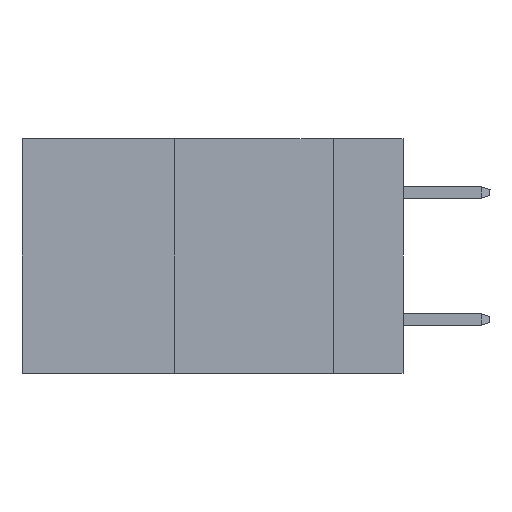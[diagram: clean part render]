
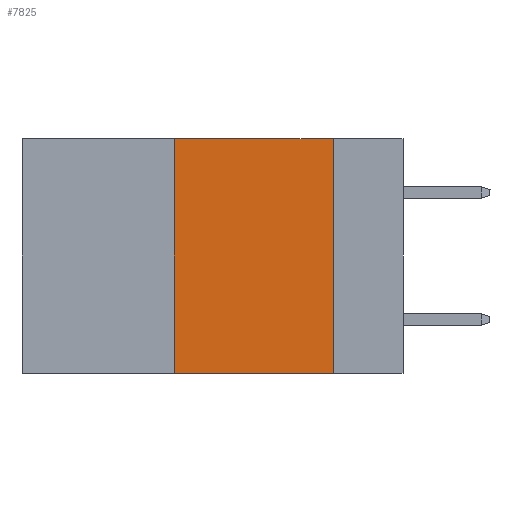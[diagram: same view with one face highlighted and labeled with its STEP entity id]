
A CAD part, left-side view. The second image highlights one B-rep face of the part: STEP entity #7825.
In plain terms, the highlighted planar face has unit normal (-1, 0, 0).
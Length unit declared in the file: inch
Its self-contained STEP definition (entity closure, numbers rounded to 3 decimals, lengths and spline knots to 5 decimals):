
#676 = LINE ( 'NONE', #5867, #1213 ) ;
#1213 = VECTOR ( 'NONE', #13875, 39.37008 ) ;
#1266 = VERTEX_POINT ( 'NONE', #2856 ) ;
#1464 = EDGE_CURVE ( 'NONE', #2072, #4355, #16901, .T. ) ;
#2072 = VERTEX_POINT ( 'NONE', #14476 ) ;
#2540 = DIRECTION ( 'NONE',  ( 1., 0., 0. ) ) ;
#2764 = EDGE_CURVE ( 'NONE', #4355, #5741, #676, .T. ) ;
#2856 = CARTESIAN_POINT ( 'NONE',  ( 0., 0.36, -0.37 ) ) ;
#3464 = ORIENTED_EDGE ( 'NONE', *, *, #1464, .F. ) ;
#4355 = VERTEX_POINT ( 'NONE', #17677 ) ;
#4899 = LINE ( 'NONE', #14433, #14062 ) ;
#5741 = VERTEX_POINT ( 'NONE', #13792 ) ;
#5867 = CARTESIAN_POINT ( 'NONE',  ( 0., 0.11, 0. ) ) ;
#6012 = FACE_OUTER_BOUND ( 'NONE', #12950, .T. ) ;
#6622 = DIRECTION ( 'NONE',  ( 0., -1., 0. ) ) ;
#7234 = EDGE_CURVE ( 'NONE', #1266, #2072, #4899, .T. ) ;
#7312 = EDGE_CURVE ( 'NONE', #1266, #5741, #16656, .T. ) ;
#7825 = ADVANCED_FACE ( 'NONE', ( #6012 ), #12727, .F. ) ;
#8463 = CARTESIAN_POINT ( 'NONE',  ( 0., 0.6, -0.37 ) ) ;
#11229 = ORIENTED_EDGE ( 'NONE', *, *, #7234, .F. ) ;
#11510 = VECTOR ( 'NONE', #12464, 39.37008 ) ;
#11985 = AXIS2_PLACEMENT_3D ( 'NONE', #15945, #2540, #17253 ) ;
#12245 = CARTESIAN_POINT ( 'NONE',  ( 0., 0.6, 0. ) ) ;
#12464 = DIRECTION ( 'NONE',  ( 0., -1., 0. ) ) ;
#12727 = PLANE ( 'NONE',  #11985 ) ;
#12950 = EDGE_LOOP ( 'NONE', ( #18279, #3464, #11229, #14142 ) ) ;
#13792 = CARTESIAN_POINT ( 'NONE',  ( 0., 0.11, -0.37 ) ) ;
#13875 = DIRECTION ( 'NONE',  ( 0., 0., -1. ) ) ;
#14062 = VECTOR ( 'NONE', #14321, 39.37008 ) ;
#14142 = ORIENTED_EDGE ( 'NONE', *, *, #7312, .T. ) ;
#14321 = DIRECTION ( 'NONE',  ( 0., 0., 1. ) ) ;
#14433 = CARTESIAN_POINT ( 'NONE',  ( 0., 0.36, 0. ) ) ;
#14476 = CARTESIAN_POINT ( 'NONE',  ( 0., 0.36, 0. ) ) ;
#15945 = CARTESIAN_POINT ( 'NONE',  ( 0., 0.6, 0. ) ) ;
#16656 = LINE ( 'NONE', #8463, #18864 ) ;
#16901 = LINE ( 'NONE', #12245, #11510 ) ;
#17253 = DIRECTION ( 'NONE',  ( 0., 0., -1. ) ) ;
#17677 = CARTESIAN_POINT ( 'NONE',  ( 0., 0.11, 0. ) ) ;
#18279 = ORIENTED_EDGE ( 'NONE', *, *, #2764, .F. ) ;
#18864 = VECTOR ( 'NONE', #6622, 39.37008 ) ;
